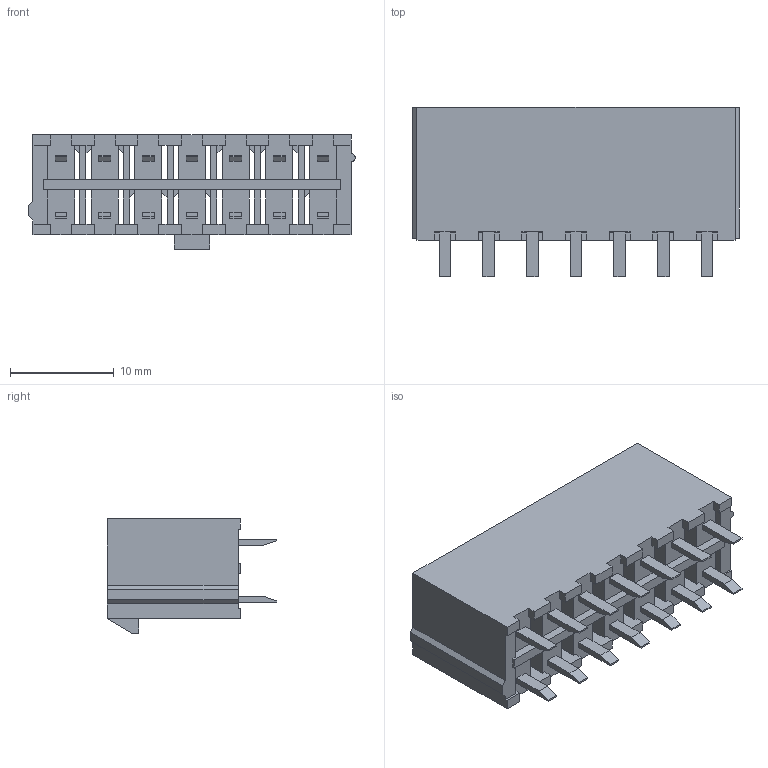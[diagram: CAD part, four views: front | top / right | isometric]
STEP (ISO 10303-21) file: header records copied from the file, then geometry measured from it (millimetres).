
FILE_DESCRIPTION((''),'2;1');
FILE_NAME('039293146','2015-02-16T',('me'),(''),'PRO/ENGINEER BY PARAMETRIC TECHNOLOGY CORPORATION, 2011490','PRO/ENGINEER BY PARAMETRIC TECHNOLOGY CORPORATION, 2011490','');
FILE_SCHEMA(('CONFIG_CONTROL_DESIGN'));
Length unit declared in the file: millimetre
Products named in the file (1): 039293146
Bounding box: 31.4 x 16.3 x 11 mm (x, y, z)
Volume: 1985.1 mm3; surface area: 4358.5 mm2
Topology: 1 solids, 1 shells, 401 faces, 1229 edges, 824 vertices
Faces by surface type: plane 400, cylinder 1
Entity records: 13558 total; most frequent: CARTESIAN_POINT 2427, ORIENTED_EDGE 2402, DIRECTION 2063, EDGE_CURVE 1201, VECTOR 1199, LINE 1199, VERTEX_POINT 796, EDGE_LOOP 443
